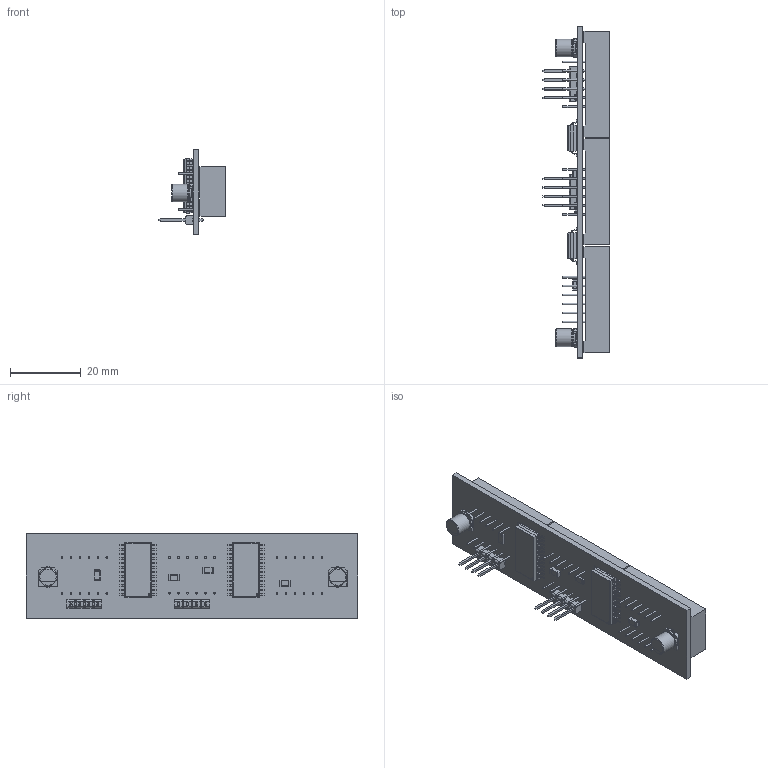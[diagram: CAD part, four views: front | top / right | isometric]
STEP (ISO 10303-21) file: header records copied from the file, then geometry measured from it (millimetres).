
FILE_DESCRIPTION(('HOOPS Exchange Step'),'2;1');
FILE_NAME('temp_export','2025-05-14T13:28:40-05:00',('YveRaider'),('Shapr3D Limited'),'HOOPS Exchange 2024.8','Shapr3D','Authorized');
FILE_SCHEMA( ('AP242_MANAGED_MODEL_BASED_3D_ENGINEERING_MIM_LF {1 0 10303 442 1 1 4}') );
Length unit declared in the file: millimetre
Products named in the file (116): SOLID; C_0402_1005Metric; L_0402_1005Metric; R_0402_1005Metric; COMPOUND; BTN_KMR2_4.6X2.8_HAND; LED_0402_1005Metric; APA102 2020 LED; SOT-723; SOT-23-5; NCP170AMX170TCG; D_SOD-523; SSOP-8_3.9x5.05mm_P1.27mm; 2450AT18B100E--3DModel-STEP-269445; Crystal_SMD_3225-4Pin_3.2x2.5mm_HandSoldering; C_0603_1608Metric; ESP32_S2--3DModel-STEP-1; HIRO-USB-C Fixed Position; TinyS3_P8_V2_AT2450AT18B100 PCB; TinyS3.STEP; Board_12_digit_0.36in_pcb_w_comp; capae-5.3x5.3h6.1; 1206B102K102NT; 0.36in_4bit_7_segment_digit; hdr-1x4t_2.54_10x2; 1206W4J0000T5E; MAX7219EWG+; 12 digit 0.36in pcb w comp.step; root
Assembly tree (115 placements, depth 4):
  root
    TinyS3.STEP
      C_0402_1005Metric
        SOLID
      C_0402_1005Metric
        SOLID
      L_0402_1005Metric
        SOLID
      C_0402_1005Metric
        SOLID
      C_0402_1005Metric
        SOLID
      C_0402_1005Metric
        SOLID
      C_0402_1005Metric
        SOLID
      R_0402_1005Metric
        SOLID
      BTN_KMR2_4.6X2.8_HAND
        COMPOUND
      R_0402_1005Metric
        SOLID
      R_0402_1005Metric
        SOLID
      R_0402_1005Metric
        SOLID
      LED_0402_1005Metric
        SOLID
      R_0402_1005Metric
        SOLID
      R_0402_1005Metric
        SOLID
      APA102 2020 LED
        COMPOUND
      R_0402_1005Metric
        SOLID
      C_0402_1005Metric
        SOLID
      SOT-723
        COMPOUND
      R_0402_1005Metric
        SOLID
      SOT-23-5
        SOLID
      NCP170AMX170TCG
        COMPOUND
      C_0402_1005Metric
        SOLID
      C_0402_1005Metric
        SOLID
      R_0402_1005Metric
        SOLID
      BTN_KMR2_4.6X2.8_HAND
        COMPOUND
      D_SOD-523
        SOLID
      C_0402_1005Metric
        SOLID
      SSOP-8_3.9x5.05mm_P1.27mm
        SOLID
Bounding box: 18.93 x 93.98 x 23.81 mm (x, y, z)
Volume: 13092.7 mm3; surface area: 11367 mm2
Topology: 72 solids, 72 shells, 1662 faces, 4002 edges, 2552 vertices
Faces by surface type: plane 1232, cylinder 382, sphere 32, torus 8, cone 8
Full cylindrical faces by diameter (mm): 0.42 x4, 0.45 x36, 0.8 x12, 4.6 x2, 5 x4
Entity records: 51052 total; most frequent: CARTESIAN_POINT 8884, DIRECTION 8458, ORIENTED_EDGE 7940, EDGE_CURVE 3970, VECTOR 3150, LINE 3150, AXIS2_PLACEMENT_3D 2654, VERTEX_POINT 2552
